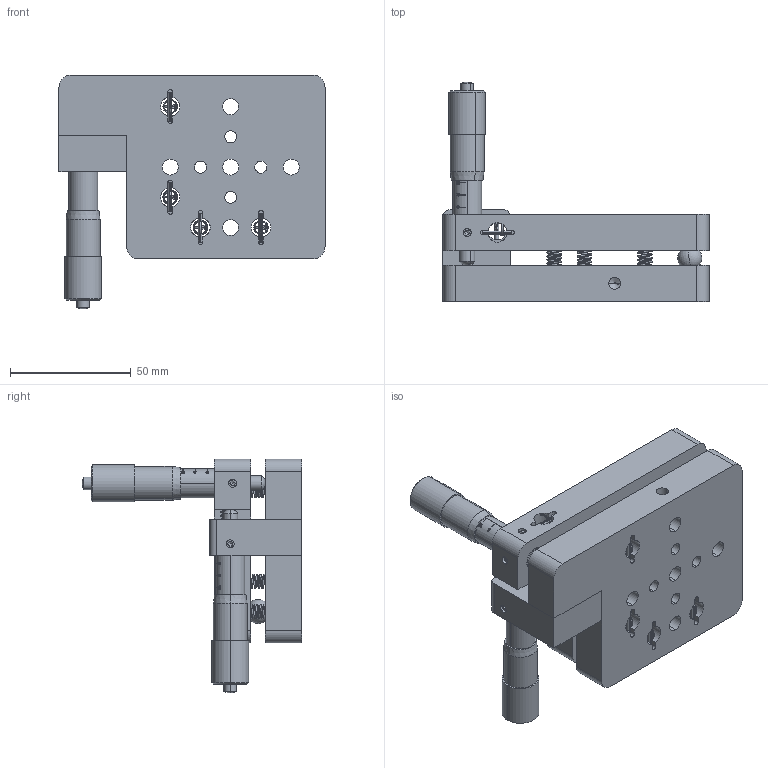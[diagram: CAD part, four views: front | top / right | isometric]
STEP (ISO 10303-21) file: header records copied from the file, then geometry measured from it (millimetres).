
FILE_DESCRIPTION (( 'STEP AP203' ), '1' );
FILE_NAME ('05TRP-2M.STEP', '2016-04-21T07:02:11', ( '' ), ( '' ), 'SwSTEP 2.0', 'SolidWorks 2016', '' );
FILE_SCHEMA (( 'CONFIG_CONTROL_DESIGN' ));
Products named in the file (1): 05TRP-2M
Bounding box: 110 x 90.66 x 96.62 mm (x, y, z)
Volume: 209169.4 mm3; surface area: 70036.9 mm2
Topology: 28 solids, 28 shells, 752 faces, 1869 edges, 1190 vertices
Faces by surface type: plane 297, cylinder 255, bspline 98, cone 50, torus 48, sphere 4
Entity records: 47907 total; most frequent: CARTESIAN_POINT 30182, ORIENTED_EDGE 3656, DIRECTION 3626, EDGE_CURVE 1828, AXIS2_PLACEMENT_3D 1367, VERTEX_POINT 1183, LINE 892, VECTOR 892
